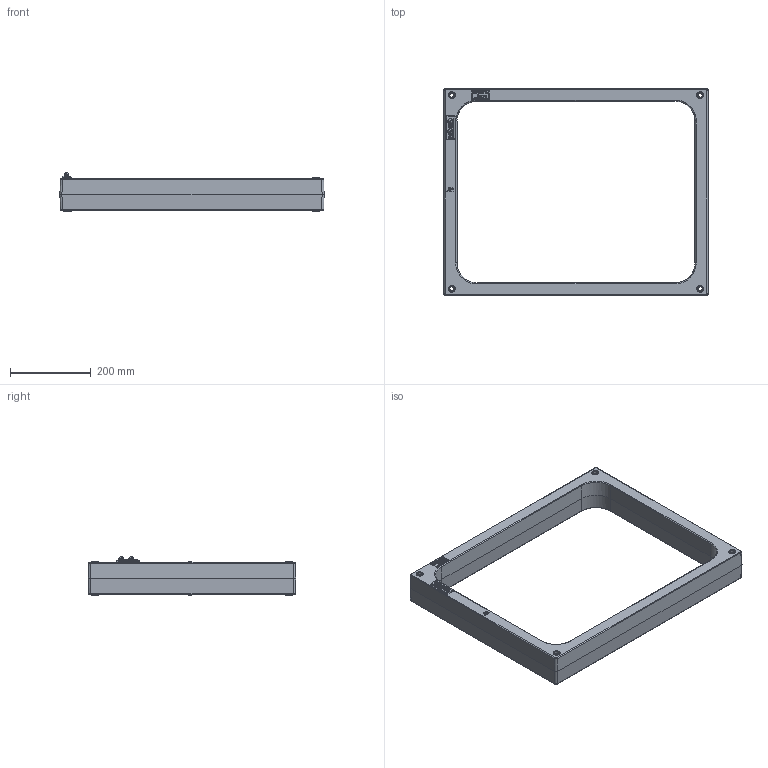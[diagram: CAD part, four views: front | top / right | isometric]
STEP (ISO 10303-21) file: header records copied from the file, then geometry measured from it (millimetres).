
FILE_DESCRIPTION (( 'STEP AP203' ), '1' );
FILE_NAME ('ÒÇËÌ-450õ590.STEP', '2018-01-18T09:55:39', ( '' ), ( '' ), 'SwSTEP 2.0', 'SolidWorks 2010', '' );
FILE_SCHEMA (( 'CONFIG_CONTROL_DESIGN' ));
Length unit declared in the file: millimetre
Products named in the file (1): ÒÇËÌ-450õ590
Bounding box: 655 x 515 x 95.42 mm (x, y, z)
Surface area: 489945 mm2 (no closed solid volume)
Topology: 0 solids, 42 shells, 291 faces, 1996 edges, 1749 vertices
Faces by surface type: plane 136, cylinder 66, bspline 43, cone 31, sphere 11, torus 4
Entity records: 25235 total; most frequent: CARTESIAN_POINT 12008, ORIENTED_EDGE 2521, DIRECTION 2067, EDGE_CURVE 1996, VERTEX_POINT 1749, LINE 937, VECTOR 937, B_SPLINE_CURVE_WITH_KNOTS 651
